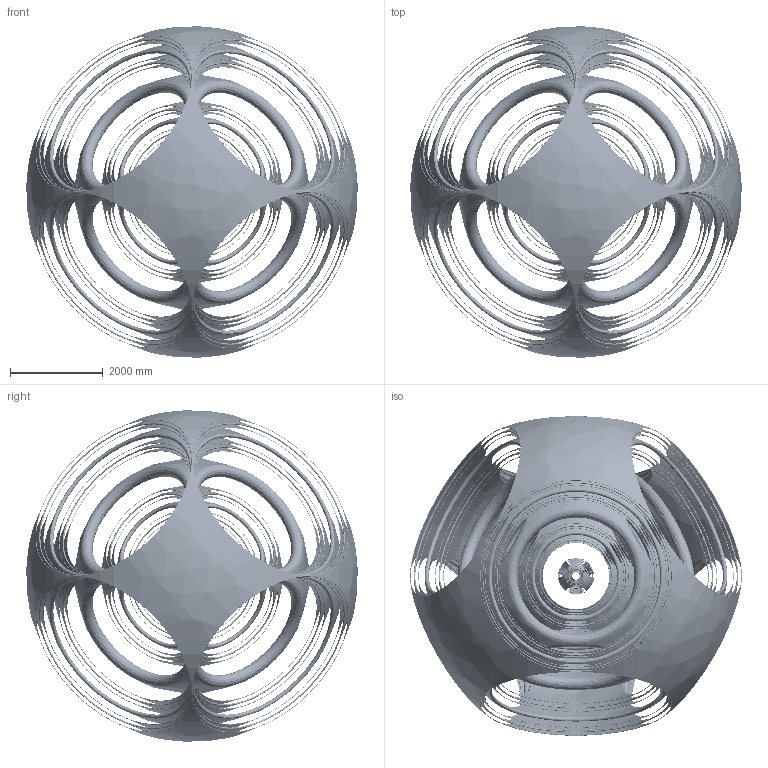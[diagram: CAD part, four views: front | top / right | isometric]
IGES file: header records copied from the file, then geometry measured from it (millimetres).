
Start section: SolidWorks IGES file using analytic representation for surfaces
Global section: file name: ?GI.????????????????N?????N????????N??????????????????????????????????????????????????????N????????N?????N???????????????.IGS; native system: SolidWorks 2020; preprocessor: SolidWorks 2020; author: ADMINISTRATOR; date: 230414.003927; units: millimetre
Bounding box: 7166.35 x 7166.35 x 7166.35 mm (x, y, z)
Volume: 16039636671.4 mm3; surface area: 732412590.8 mm2
Topology: 30 solids, 30 shells, 600 faces, 1680 edges, 720 vertices
Faces by surface type: revolution 600
